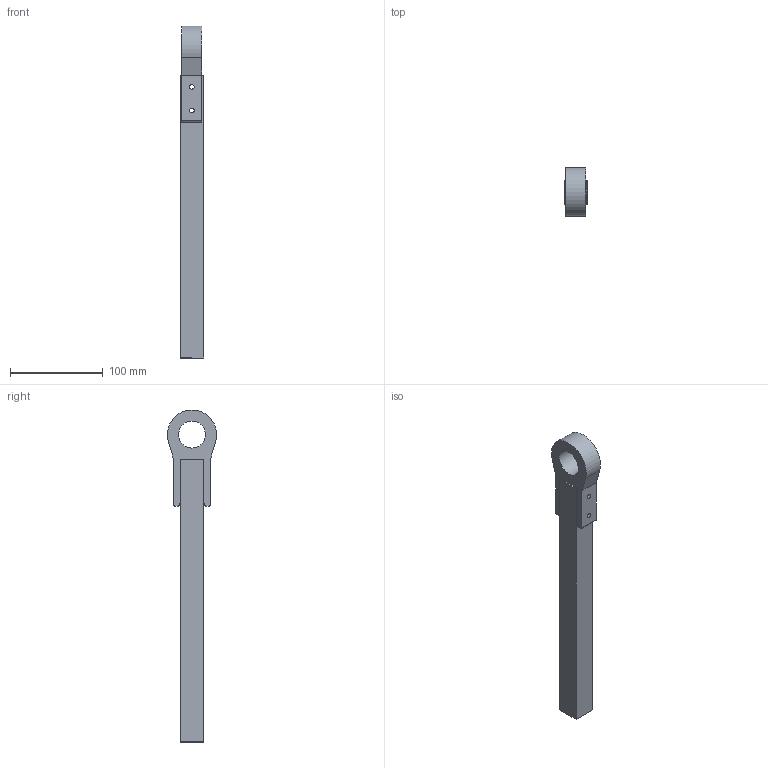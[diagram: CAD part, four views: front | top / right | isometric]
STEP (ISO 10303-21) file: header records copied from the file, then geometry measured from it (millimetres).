
FILE_DESCRIPTION(/* description */ (''),/* implementation_level */ '2;1');
FILE_NAME(/* name */ 'Climber Cap v1.step',/* time_stamp */ '2024-02-09T21:06:40-06:00',/* author */ (''),/* organization */ (''),/* preprocessor_version */ 'ST-DEVELOPER v20',/* originating_system */ 'Autodesk Translation Framework v12.14.0.127',/* authorisation */ '');
FILE_SCHEMA (('AUTOMOTIVE_DESIGN { 1 0 10303 214 3 1 1 }'));
Length unit declared in the file: millimetre
Products named in the file (2): Climber Cap; 6546K531_Multipurpose 6061 Aluminum Rectangular Tube
Assembly tree (1 placements, depth 2):
  Climber Cap
    6546K531_Multipurpose 6061 Aluminum Rectangular Tube
Bounding box: 25.4 x 52.9 x 357.77 mm (x, y, z)
Volume: 120947 mm3; surface area: 78504.8 mm2
Topology: 2 solids, 2 shells, 49 faces, 131 edges, 86 vertices
Faces by surface type: plane 25, cylinder 24
Full cylindrical faces by diameter (mm): 5.08 x10, 28.975 x1
Entity records: 1653 total; most frequent: DIRECTION 279, CARTESIAN_POINT 269, ORIENTED_EDGE 262, EDGE_CURVE 131, AXIS2_PLACEMENT_3D 96, LINE 87, VECTOR 87, VERTEX_POINT 86
